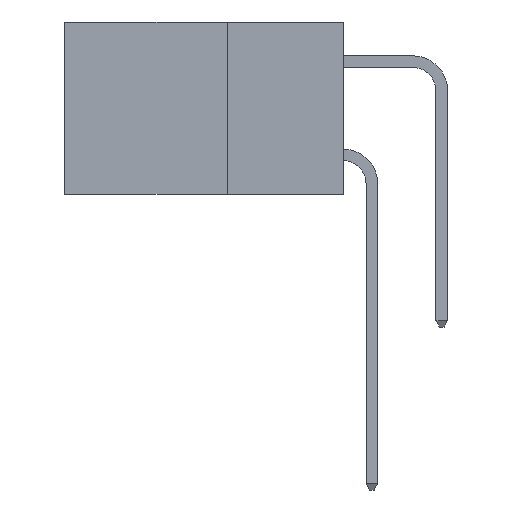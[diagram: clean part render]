
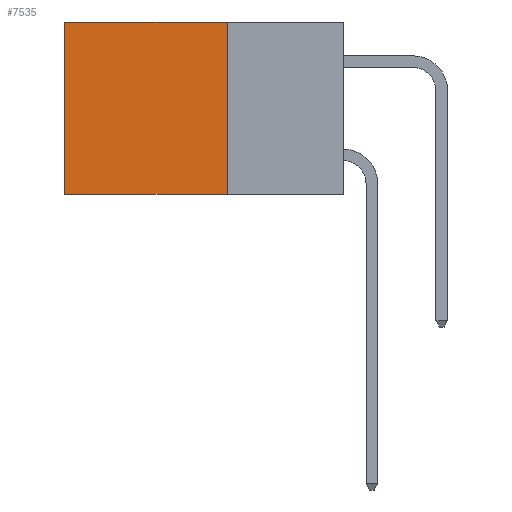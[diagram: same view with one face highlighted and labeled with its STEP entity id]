
A CAD part, left-side view. The second image highlights one B-rep face of the part: STEP entity #7535.
In plain terms, the highlighted planar face has unit normal (-1, 0, 0).
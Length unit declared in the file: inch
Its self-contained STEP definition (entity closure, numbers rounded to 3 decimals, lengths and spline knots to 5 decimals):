
#110 = DIRECTION ( 'NONE',  ( 0., 0., -1. ) ) ;
#317 = LINE ( 'NONE', #13996, #11553 ) ;
#823 = CARTESIAN_POINT ( 'NONE',  ( 0.2615, 0.25, -0.37 ) ) ;
#920 = LINE ( 'NONE', #823, #8314 ) ;
#1411 = CARTESIAN_POINT ( 'NONE',  ( 0.2615, 0.25, 0. ) ) ;
#2518 = EDGE_LOOP ( 'NONE', ( #6669, #16783, #3675, #13535 ) ) ;
#3675 = ORIENTED_EDGE ( 'NONE', *, *, #18209, .F. ) ;
#3850 = DIRECTION ( 'NONE',  ( 0., 0., -1. ) ) ;
#4346 = LINE ( 'NONE', #16200, #10252 ) ;
#4660 = VECTOR ( 'NONE', #17335, 39.37008 ) ;
#4883 = CARTESIAN_POINT ( 'NONE',  ( 0.2615, 0.25, 0. ) ) ;
#5340 = CARTESIAN_POINT ( 'NONE',  ( 0.2615, 0.6, -0.37 ) ) ;
#6051 = DIRECTION ( 'NONE',  ( 0., 0., -1. ) ) ;
#6083 = DIRECTION ( 'NONE',  ( 1., 0., 0. ) ) ;
#6123 = PLANE ( 'NONE',  #11609 ) ;
#6466 = CARTESIAN_POINT ( 'NONE',  ( 0.2615, 0.25, -0.37 ) ) ;
#6669 = ORIENTED_EDGE ( 'NONE', *, *, #13895, .T. ) ;
#7535 = ADVANCED_FACE ( 'NONE', ( #15531 ), #6123, .F. ) ;
#7611 = VERTEX_POINT ( 'NONE', #4883 ) ;
#8314 = VECTOR ( 'NONE', #18136, 39.37008 ) ;
#8545 = EDGE_CURVE ( 'NONE', #10930, #11429, #920, .T. ) ;
#8558 = CARTESIAN_POINT ( 'NONE',  ( 0.2615, 0.25, -0.37 ) ) ;
#10252 = VECTOR ( 'NONE', #110, 39.37008 ) ;
#10882 = VERTEX_POINT ( 'NONE', #17133 ) ;
#10930 = VERTEX_POINT ( 'NONE', #8558 ) ;
#11429 = VERTEX_POINT ( 'NONE', #5340 ) ;
#11553 = VECTOR ( 'NONE', #3850, 39.37008 ) ;
#11609 = AXIS2_PLACEMENT_3D ( 'NONE', #6466, #6083, #6051 ) ;
#13535 = ORIENTED_EDGE ( 'NONE', *, *, #16158, .T. ) ;
#13895 = EDGE_CURVE ( 'NONE', #10882, #11429, #317, .T. ) ;
#13996 = CARTESIAN_POINT ( 'NONE',  ( 0.2615, 0.6, -0.37 ) ) ;
#15531 = FACE_OUTER_BOUND ( 'NONE', #2518, .T. ) ;
#15742 = LINE ( 'NONE', #1411, #4660 ) ;
#16158 = EDGE_CURVE ( 'NONE', #7611, #10882, #15742, .T. ) ;
#16200 = CARTESIAN_POINT ( 'NONE',  ( 0.2615, 0.25, -0.37 ) ) ;
#16783 = ORIENTED_EDGE ( 'NONE', *, *, #8545, .F. ) ;
#17133 = CARTESIAN_POINT ( 'NONE',  ( 0.2615, 0.6, 0. ) ) ;
#17335 = DIRECTION ( 'NONE',  ( 0., 1., 0. ) ) ;
#18136 = DIRECTION ( 'NONE',  ( 0., 1., 0. ) ) ;
#18209 = EDGE_CURVE ( 'NONE', #7611, #10930, #4346, .T. ) ;
